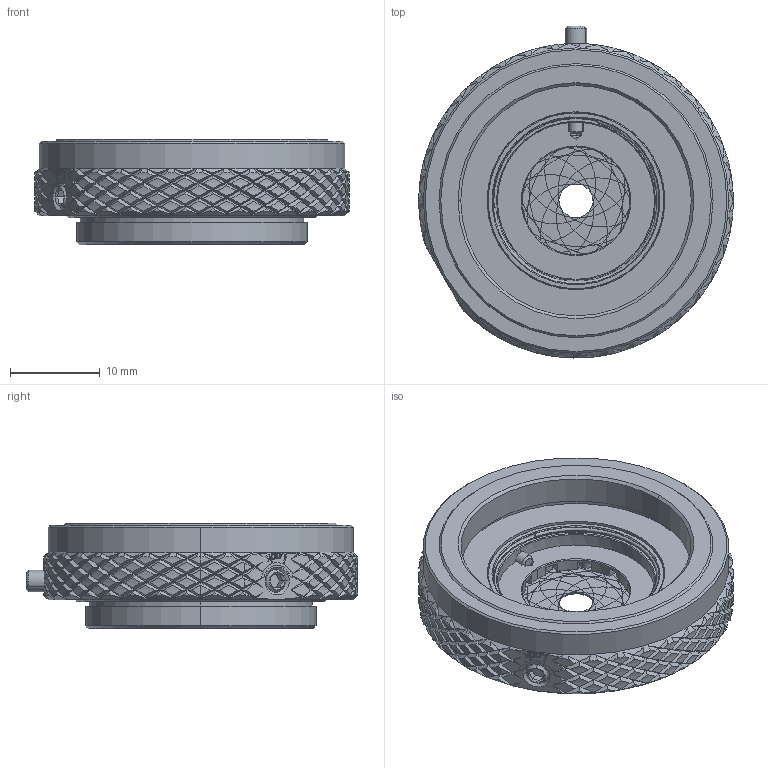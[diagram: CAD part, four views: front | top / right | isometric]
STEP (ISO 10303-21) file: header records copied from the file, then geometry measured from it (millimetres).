
FILE_DESCRIPTION (( 'STEP AP214' ), '1' );
FILE_NAME ('1.5.2.6_ZXL-H1D12A_SM1螺纹圆环式可调光阑，最大孔径12mm，Rev.A.STEP', '2022-04-08T10:12:08', ( '' ), ( '' ), 'SwSTEP 2.0', 'SolidWorks 2021', '' );
FILE_SCHEMA (( 'AUTOMOTIVE_DESIGN' ));
Length unit declared in the file: millimetre
Products named in the file (1): 1.5.2.6_ZXL-H1D12A_SM1螺纹圆环式可调光阑，最大孔径12mm，Rev.A
Bounding box: 35 x 36.95 x 11.7 mm (x, y, z)
Surface area: 7172.4 mm2 (no closed solid volume)
Topology: 0 solids, 22 shells, 1393 faces, 3603 edges, 2143 vertices
Faces by surface type: bspline 918, cylinder 307, plane 90, cone 74, torus 4
Entity records: 77269 total; most frequent: CARTESIAN_POINT 38622, ORIENTED_EDGE 6464, EDGE_CURVE 3603, DIRECTION 2496, VERTEX_POINT 2143, EDGE_LOOP 1445, UNCERTAINTY_MEASURE_WITH_UNIT 1395, FILL_AREA_STYLE 1394
